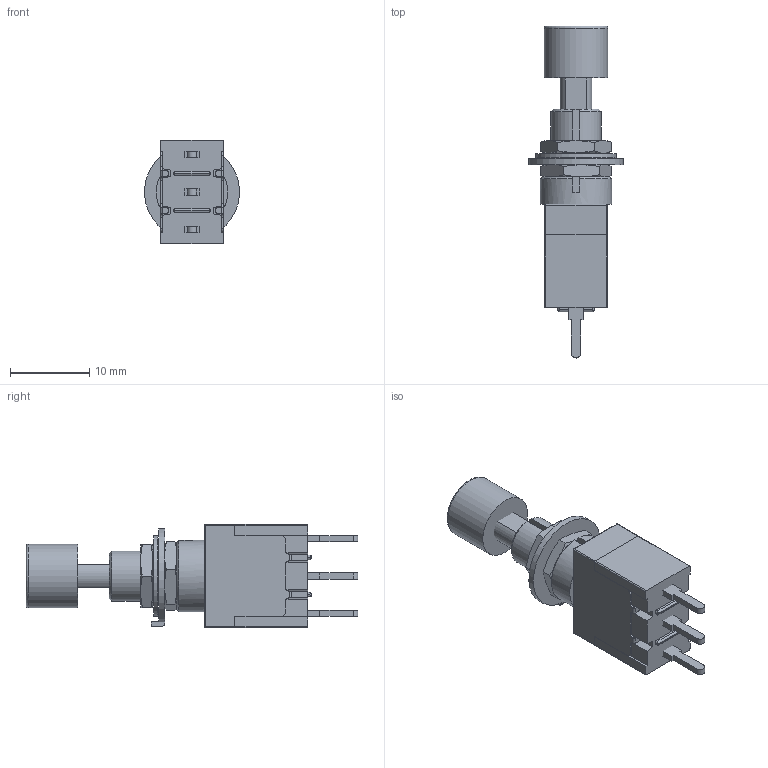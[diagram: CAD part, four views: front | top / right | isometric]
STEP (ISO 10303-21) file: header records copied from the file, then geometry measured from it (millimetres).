
FILE_DESCRIPTION( ( 'STEP AP214' ), '1' );
FILE_NAME( 'MB2065SS1W03-BA.stp', '2020-03-12T19:27:25', ( '' ), ( '' ), ' ', 'PARTsolutions', ' ' );
FILE_SCHEMA( ( 'AUTOMOTIVE_DESIGN { 1 0 10303 214 1 1 1 1 }' ) );
Length unit declared in the file: inch
Products named in the file (10): MB2065SS1W03-BA; _MB2065-body; _MB2065c; _MBS1-bushings; _MB2065S-plunger; _MBSBA; _AT513H; _AT507H; _AT509; _MB2065W03-terminals
Assembly tree (10 placements, depth 2):
  MB2065SS1W03-BA
    _MB2065-body
    _MB2065c
    _MBS1-bushings
    _MB2065S-plunger
    _MBSBA
    _AT513H  x2
    _AT507H
    _AT509
    _MB2065W03-terminals
Bounding box: 11.95 x 41.86 x 13 mm (x, y, z)
Volume: 2365.9 mm3; surface area: 3030.1 mm2
Topology: 10 solids, 10 shells, 295 faces, 778 edges, 508 vertices
Faces by surface type: plane 173, cylinder 89, cone 32, torus 1
Full cylindrical faces by diameter (mm): 1.813 x1, 5.367 x2, 8.001 x1, 8.992 x1, 10.211 x1
Entity records: 10855 total; most frequent: CARTESIAN_POINT 1719, ORIENTED_EDGE 1416, DIRECTION 1409, EDGE_CURVE 708, LINE 485, VECTOR 485, VERTEX_POINT 470, AXIS2_PLACEMENT_3D 462
